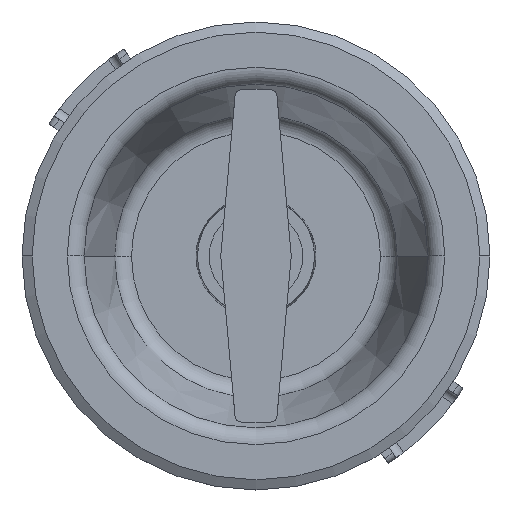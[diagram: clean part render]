
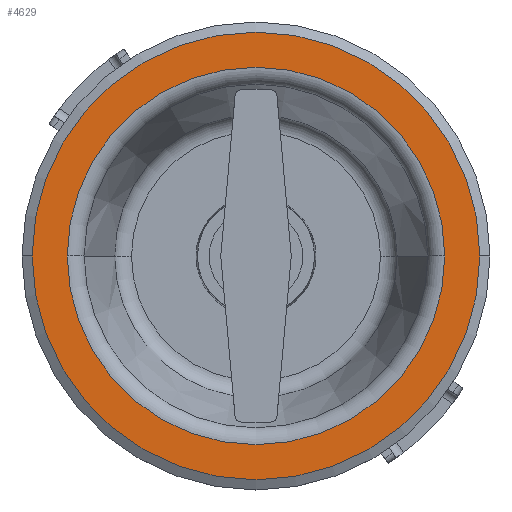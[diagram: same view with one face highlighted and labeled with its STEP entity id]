
A CAD part, top view. The second image highlights one B-rep face of the part: STEP entity #4629.
In plain terms, the highlighted planar face has unit normal (0, 0, 1).
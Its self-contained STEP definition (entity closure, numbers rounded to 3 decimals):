
#771 = ORIENTED_EDGE ( 'NONE', *, *, #1124, .T. ) ;
#772 = ORIENTED_EDGE ( 'NONE', *, *, #7516, .T. ) ;
#773 = ORIENTED_EDGE ( 'NONE', *, *, #1141, .T. ) ;
#774 = ORIENTED_EDGE ( 'NONE', *, *, #7515, .T. ) ;
#1124 = EDGE_CURVE ( 'NONE', #1496, #1528, #5132, .T. ) ;
#1141 = EDGE_CURVE ( 'NONE', #1529, #1511, #5121, .T. ) ;
#1496 = VERTEX_POINT ( 'NONE', #1911 ) ;
#1511 = VERTEX_POINT ( 'NONE', #1909 ) ;
#1528 = VERTEX_POINT ( 'NONE', #1877 ) ;
#1529 = VERTEX_POINT ( 'NONE', #1938 ) ;
#1877 = CARTESIAN_POINT ( 'NONE',  ( 32.261, 0., 0. ) ) ;
#1895 = DIRECTION ( 'NONE',  ( 0., 0., 1. ) ) ;
#1896 = DIRECTION ( 'NONE',  ( 1., 0., 0. ) ) ;
#1909 = CARTESIAN_POINT ( 'NONE',  ( -38.268, 0., 0. ) ) ;
#1911 = CARTESIAN_POINT ( 'NONE',  ( -32.261, 0., 0. ) ) ;
#1929 = CARTESIAN_POINT ( 'NONE',  ( 0., 0., 0. ) ) ;
#1938 = CARTESIAN_POINT ( 'NONE',  ( 38.268, 0., 0. ) ) ;
#1997 = DIRECTION ( 'NONE',  ( -1., 0., 0. ) ) ;
#2007 = CARTESIAN_POINT ( 'NONE',  ( 0., 0., 0. ) ) ;
#2010 = DIRECTION ( 'NONE',  ( 0., 0., -1. ) ) ;
#3424 = CARTESIAN_POINT ( 'NONE',  ( 0., 0., 0. ) ) ;
#3425 = DIRECTION ( 'NONE',  ( 0., 0., 1. ) ) ;
#3426 = DIRECTION ( 'NONE',  ( 1., 0., 0. ) ) ;
#3427 = CARTESIAN_POINT ( 'NONE',  ( 0., 0., 0. ) ) ;
#3428 = DIRECTION ( 'NONE',  ( 0., 0., -1. ) ) ;
#3429 = DIRECTION ( 'NONE',  ( -1., 0., 0. ) ) ;
#4629 = ADVANCED_FACE ( 'NONE', ( #5586, #5587 ), #6726, .F. ) ;
#5104 = AXIS2_PLACEMENT_3D ( 'NONE', #2007, #2010, #1997 ) ;
#5121 = CIRCLE ( 'NONE', #5133, 38.268 ) ;
#5132 = CIRCLE ( 'NONE', #5104, 32.261 ) ;
#5133 = AXIS2_PLACEMENT_3D ( 'NONE', #1929, #1895, #1896 ) ;
#5586 = FACE_BOUND ( 'NONE', #7762, .T. ) ;
#5587 = FACE_OUTER_BOUND ( 'NONE', #7719, .T. ) ;
#6576 = CARTESIAN_POINT ( 'NONE',  ( 0., 38.268, 0. ) ) ;
#6592 = DIRECTION ( 'NONE',  ( 0., 0., -1. ) ) ;
#6653 = DIRECTION ( 'NONE',  ( -1., 0., 0. ) ) ;
#6726 = PLANE ( 'NONE',  #8116 ) ;
#7515 = EDGE_CURVE ( 'NONE', #1511, #1529, #7939, .T. ) ;
#7516 = EDGE_CURVE ( 'NONE', #1528, #1496, #7937, .T. ) ;
#7719 = EDGE_LOOP ( 'NONE', ( #774, #773 ) ) ;
#7762 = EDGE_LOOP ( 'NONE', ( #771, #772 ) ) ;
#7937 = CIRCLE ( 'NONE', #7950, 32.261 ) ;
#7939 = CIRCLE ( 'NONE', #7948, 38.268 ) ;
#7948 = AXIS2_PLACEMENT_3D ( 'NONE', #3424, #3425, #3426 ) ;
#7950 = AXIS2_PLACEMENT_3D ( 'NONE', #3427, #3428, #3429 ) ;
#8116 = AXIS2_PLACEMENT_3D ( 'NONE', #6576, #6592, #6653 ) ;
